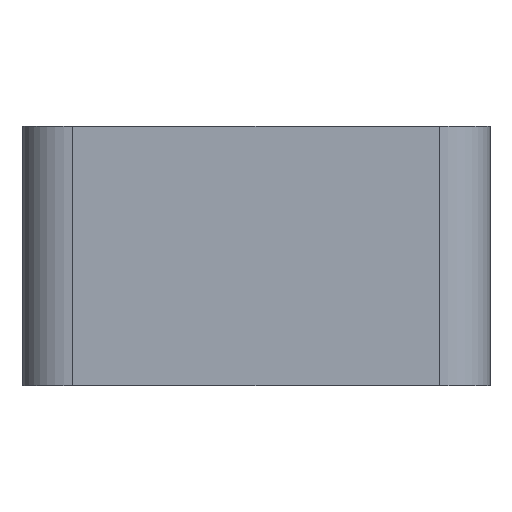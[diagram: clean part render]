
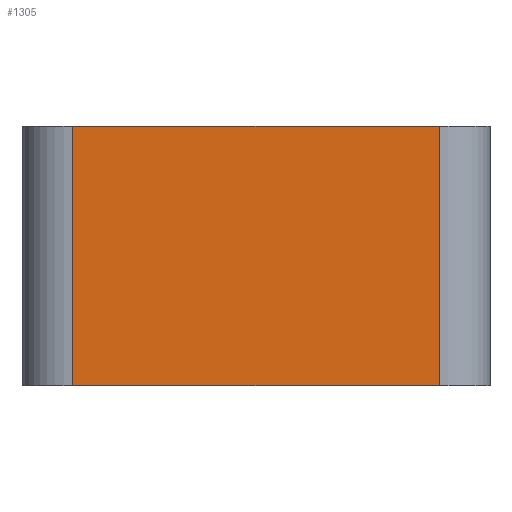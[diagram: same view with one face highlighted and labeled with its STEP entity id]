
A CAD part, left-side view. The second image highlights one B-rep face of the part: STEP entity #1305.
In plain terms, the highlighted planar face has unit normal (-1, 0, 0).
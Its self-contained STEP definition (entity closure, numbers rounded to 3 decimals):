
#50 = DIRECTION ( 'NONE',  ( 0., -1., 0. ) ) ;
#68 = CARTESIAN_POINT ( 'NONE',  ( -80.947, -43.995, 0. ) ) ;
#142 = VECTOR ( 'NONE', #912, 1000. ) ;
#166 = CARTESIAN_POINT ( 'NONE',  ( -80.947, -2.995, 0. ) ) ;
#251 = VECTOR ( 'NONE', #1150, 1000. ) ;
#269 = ORIENTED_EDGE ( 'NONE', *, *, #744, .T. ) ;
#270 = CARTESIAN_POINT ( 'NONE',  ( -80.947, -43.995, 25.5 ) ) ;
#274 = CARTESIAN_POINT ( 'NONE',  ( -80.947, -7.995, 0. ) ) ;
#291 = EDGE_CURVE ( 'NONE', #1136, #1396, #410, .T. ) ;
#395 = LINE ( 'NONE', #166, #1363 ) ;
#410 = LINE ( 'NONE', #666, #251 ) ;
#428 = CARTESIAN_POINT ( 'NONE',  ( -80.947, -2.995, 25.5 ) ) ;
#448 = CARTESIAN_POINT ( 'NONE',  ( -80.947, -7.995, 25.5 ) ) ;
#662 = CARTESIAN_POINT ( 'NONE',  ( -80.947, -7.995, 25.5 ) ) ;
#665 = DIRECTION ( 'NONE',  ( 1., 0., 0. ) ) ;
#666 = CARTESIAN_POINT ( 'NONE',  ( -80.947, -2.995, 25.5 ) ) ;
#704 = EDGE_LOOP ( 'NONE', ( #896, #956, #1244, #269 ) ) ;
#744 = EDGE_CURVE ( 'NONE', #1136, #803, #1018, .T. ) ;
#793 = AXIS2_PLACEMENT_3D ( 'NONE', #428, #665, #1257 ) ;
#803 = VERTEX_POINT ( 'NONE', #274 ) ;
#825 = VECTOR ( 'NONE', #941, 1000. ) ;
#883 = EDGE_CURVE ( 'NONE', #976, #1396, #1407, .T. ) ;
#896 = ORIENTED_EDGE ( 'NONE', *, *, #1364, .T. ) ;
#912 = DIRECTION ( 'NONE',  ( 0., 0., -1. ) ) ;
#941 = DIRECTION ( 'NONE',  ( 0., 0., 1. ) ) ;
#956 = ORIENTED_EDGE ( 'NONE', *, *, #883, .T. ) ;
#976 = VERTEX_POINT ( 'NONE', #68 ) ;
#1018 = LINE ( 'NONE', #662, #142 ) ;
#1136 = VERTEX_POINT ( 'NONE', #448 ) ;
#1150 = DIRECTION ( 'NONE',  ( 0., -1., 0. ) ) ;
#1244 = ORIENTED_EDGE ( 'NONE', *, *, #291, .F. ) ;
#1257 = DIRECTION ( 'NONE',  ( 0., 0., -1. ) ) ;
#1275 = CARTESIAN_POINT ( 'NONE',  ( -80.947, -43.995, 25.5 ) ) ;
#1305 = ADVANCED_FACE ( 'NONE', ( #1380 ), #1491, .F. ) ;
#1363 = VECTOR ( 'NONE', #50, 1000. ) ;
#1364 = EDGE_CURVE ( 'NONE', #803, #976, #395, .T. ) ;
#1380 = FACE_OUTER_BOUND ( 'NONE', #704, .T. ) ;
#1396 = VERTEX_POINT ( 'NONE', #270 ) ;
#1407 = LINE ( 'NONE', #1275, #825 ) ;
#1491 = PLANE ( 'NONE',  #793 ) ;
